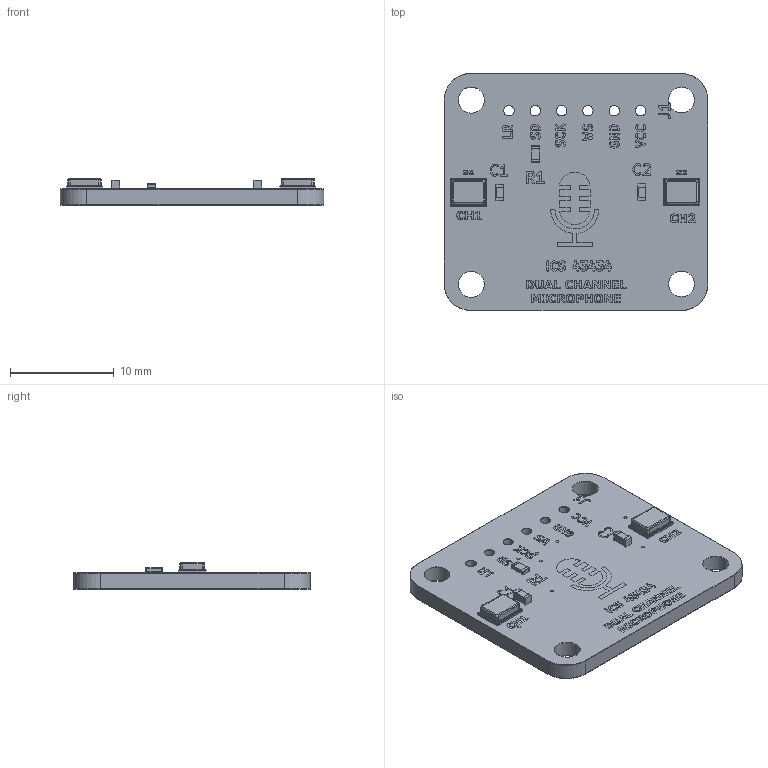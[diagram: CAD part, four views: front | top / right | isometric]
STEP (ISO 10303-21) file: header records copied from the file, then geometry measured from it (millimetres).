
FILE_DESCRIPTION(('KiCad electronic assembly'),'2;1');
FILE_NAME('MIC CH2.step','2025-07-12T15:17:24',('Pcbnew'),('Kicad'), 'Open CASCADE STEP processor 7.8','KiCad to STEP converter','Unknown' );
FILE_SCHEMA(('AUTOMOTIVE_DESIGN { 1 0 10303 214 1 1 1 1 }'));
Length unit declared in the file: millimetre
Products named in the file (8): MIC CH2 1; C_0603_1608Metric; R_0603_1608Metric; ICS-43434; MIC CH2_copper; MIC CH2_silkscreen; MIC CH2_soldermask; MIC CH2_PCB
Assembly tree (9 placements, depth 2):
  MIC CH2 1
    C_0603_1608Metric  x2
    R_0603_1608Metric
    ICS-43434  x2
    MIC CH2_copper
    MIC CH2_silkscreen
    MIC CH2_soldermask
    MIC CH2_PCB
Bounding box: 25.44 x 22.86 x 2.65 mm (x, y, z)
Volume: 849.2 mm3; surface area: 2683.9 mm2
Topology: 20 solids, 183 shells, 552 faces, 5055 edges, 4693 vertices
Faces by surface type: plane 379, cylinder 157, torus 8, bspline 8
Full cylindrical faces by diameter (mm): 0.3 x9, 0.5 x2, 1 x6, 2.5 x4
Entity records: 43930 total; most frequent: CARTESIAN_POINT 9570, DIRECTION 6138, ORIENTED_EDGE 5210, EDGE_CURVE 4673, VERTEX_POINT 4453, LINE 3960, VECTOR 3960, AXIS2_PLACEMENT_3D 1089
